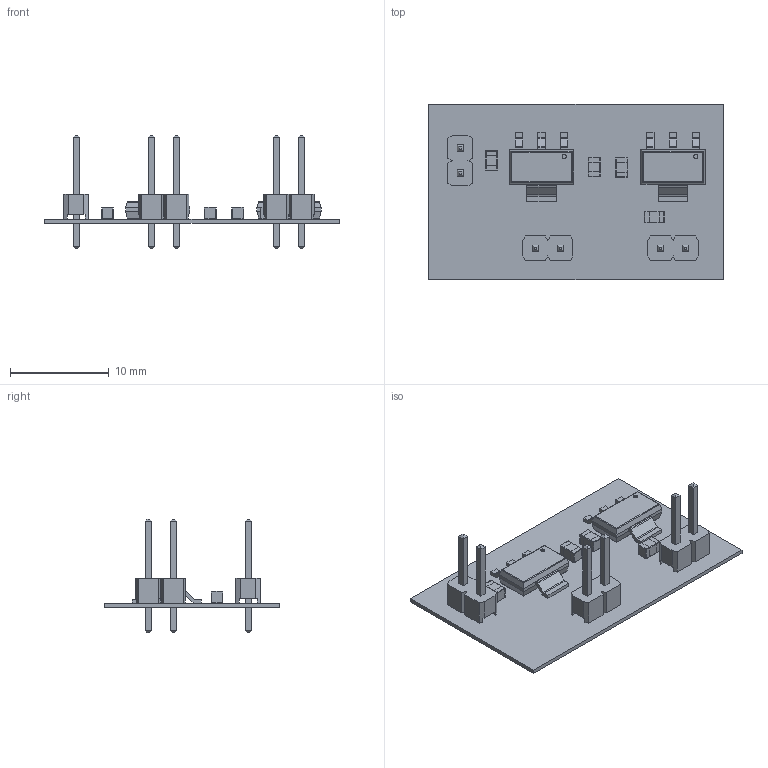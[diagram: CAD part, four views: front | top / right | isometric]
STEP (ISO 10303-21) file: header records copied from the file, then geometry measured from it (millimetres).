
FILE_DESCRIPTION(('Open CASCADE Model'),'2;1');
FILE_NAME('Open CASCADE Shape Model','2020-11-13T18:04:39',('Author'),( 'Open CASCADE'),'Open CASCADE STEP processor 6.8','Open CASCADE 6.8' ,'Unknown');
FILE_SCHEMA(('AUTOMOTIVE_DESIGN { 1 0 10303 214 1 1 1 1 }'));
Length unit declared in the file: millimetre
Products named in the file (31): PCB; Board; Open CASCADE STEP translator 6.8 13.1.1; P1; 61300211121_Download_STP_61300211121_rev1; 6130xx11121_PIN; 61300211121; P2; P3; C4; 5943900208; Terminal; Open_CASCADE_STEP_translator_6.8_4.1.1; Open_CASCADE_STEP_translator_6.8_4.1.2; Mid_Body; Open_CASCADE_STEP_translator_6.8_4.2.1; C3; 5943893488; C2; C1; U2; 5943892448; Body; PinsArrayL; FilletPinR; U1
Assembly tree (36 placements, depth 5):
  PCB
    Board
      Open CASCADE STEP translator 6.8 13.1.1
    P1
      61300211121_Download_STP_61300211121_rev1
        6130xx11121_PIN  x2
        61300211121
    P2
      61300211121_Download_STP_61300211121_rev1
        6130xx11121_PIN  x2
        61300211121
    P3
      61300211121_Download_STP_61300211121_rev1
        6130xx11121_PIN  x2
        61300211121
    C4
      5943900208
        Terminal
          Open_CASCADE_STEP_translator_6.8_4.1.1
          Open_CASCADE_STEP_translator_6.8_4.1.2
        Mid_Body
          Open_CASCADE_STEP_translator_6.8_4.2.1
    C3
      5943893488
        Terminal
          Open_CASCADE_STEP_translator_6.8_4.1.1
          Open_CASCADE_STEP_translator_6.8_4.1.2
        Mid_Body
          Open_CASCADE_STEP_translator_6.8_4.2.1
    C2
      5943893488
        Terminal
          Open_CASCADE_STEP_translator_6.8_4.1.1
          Open_CASCADE_STEP_translator_6.8_4.1.2
        Mid_Body
          Open_CASCADE_STEP_translator_6.8_4.2.1
    C1
      5943893488
        Terminal
          Open_CASCADE_STEP_translator_6.8_4.1.1
          Open_CASCADE_STEP_translator_6.8_4.1.2
        Mid_Body
          Open_CASCADE_STEP_translator_6.8_4.2.1
    U2
      5943892448
        Body
        PinsArrayL
        FilletPinR
    U1
      5943892448
        Body
        PinsArrayL
        FilletPinR
Bounding box: 29.84 x 17.78 x 11.54 mm (x, y, z)
Volume: 416 mm3; surface area: 1787.3 mm2
Topology: 32 solids, 32 shells, 522 faces, 1224 edges, 736 vertices
Faces by surface type: plane 368, cylinder 122, sphere 32
Full cylindrical faces by diameter (mm): 0.438 x2
Entity records: 7092 total; most frequent: DIRECTION 1129, CARTESIAN_POINT 1068, ORIENTED_EDGE 1002, EDGE_CURVE 501, LINE 387, VECTOR 387, AXIS2_PLACEMENT_3D 371, VERTEX_POINT 310
